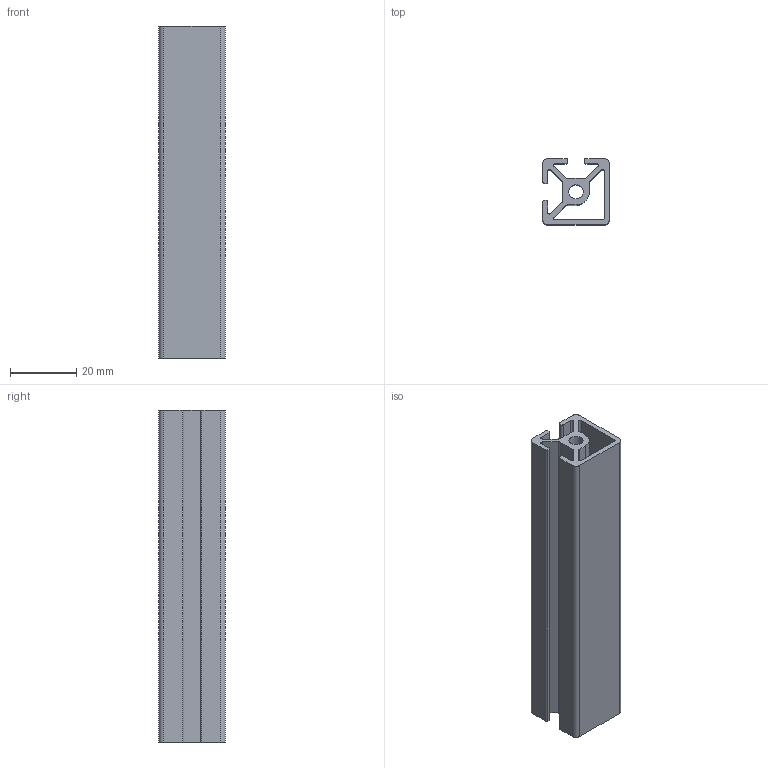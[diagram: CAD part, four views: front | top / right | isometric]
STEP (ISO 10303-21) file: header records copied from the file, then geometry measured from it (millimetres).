
FILE_DESCRIPTION(/* description */ (''),/* implementation_level */ '2;1');
FILE_NAME(/* name */ 'BPRDD0000028.stp',/* time_stamp */ '2017-07-12T10:57:11+02:00',/* author */ ('fzagni'),/* organization */ (''),/* preprocessor_version */ 'ST-DEVELOPER v16.1',/* originating_system */ 'Autodesk Inventor 2016',/* authorisation */ '');
FILE_SCHEMA (('AUTOMOTIVE_DESIGN { 1 0 10303 214 3 1 1 }'));
Length unit declared in the file: millimetre
Products named in the file (1): BPRDD00000
Bounding box: 20 x 20 x 100 mm (x, y, z)
Volume: 17035.8 mm3; surface area: 19447.4 mm2
Topology: 1 solids, 1 shells, 55 faces, 159 edges, 106 vertices
Faces by surface type: plane 28, cylinder 27
Full cylindrical faces by diameter (mm): 4.3 x1
Entity records: 1854 total; most frequent: DIRECTION 324, CARTESIAN_POINT 320, ORIENTED_EDGE 316, EDGE_CURVE 158, AXIS2_PLACEMENT_3D 110, VERTEX_POINT 106, LINE 104, VECTOR 104
